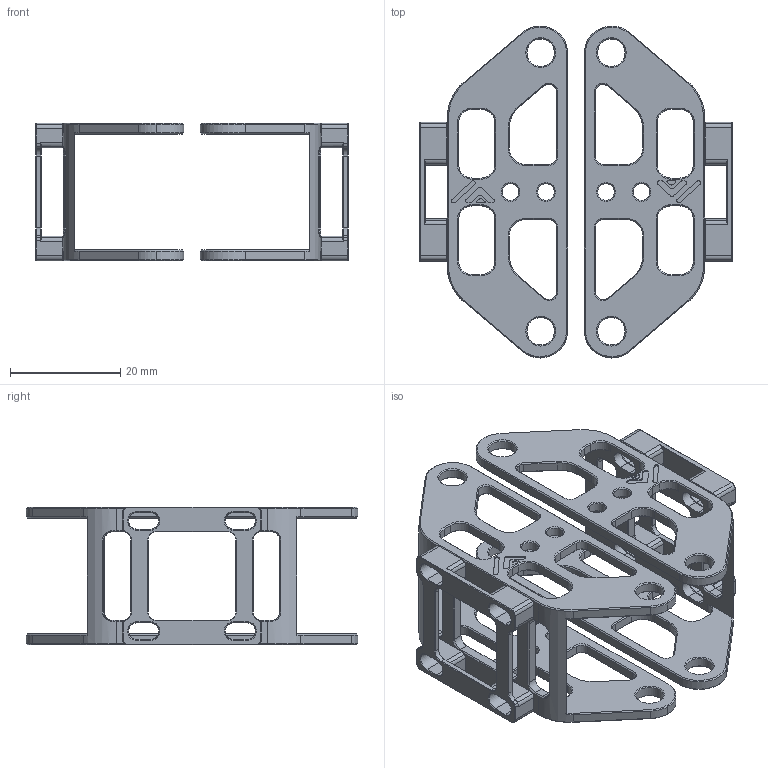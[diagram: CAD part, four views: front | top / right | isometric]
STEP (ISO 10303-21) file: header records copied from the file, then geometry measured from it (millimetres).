
FILE_DESCRIPTION(('HOOPS Exchange Step'),'2;1');
FILE_NAME('temp_export','2025-09-25T06:06:48-05:00',('DentedAF'),('Shapr3D Limited'),'HOOPS Exchange 2025.5','Shapr3D','Authorized');
FILE_SCHEMA( ('AP242_MANAGED_MODEL_BASED_3D_ENGINEERING_MIM_LF {1 0 10303 442 1 1 4}') );
Length unit declared in the file: millimetre
Products named in the file (3): H-Block; CNC XY Joints; root
Assembly tree (2 placements, depth 3):
  root
    CNC XY Joints
      H-Block
Bounding box: 56.6 x 60.13 x 25 mm (x, y, z)
Volume: 7630.2 mm3; surface area: 12435.8 mm2
Topology: 4 solids, 4 shells, 1288 faces, 3194 edges, 1912 vertices
Faces by surface type: plane 574, cone 390, cylinder 316, bspline 8
Full cylindrical faces by diameter (mm): 3 x8, 5 x8
Entity records: 38307 total; most frequent: CARTESIAN_POINT 6940, DIRECTION 6804, ORIENTED_EDGE 6388, EDGE_CURVE 3194, AXIS2_PLACEMENT_3D 2382, VECTOR 2040, LINE 2040, VERTEX_POINT 1912
